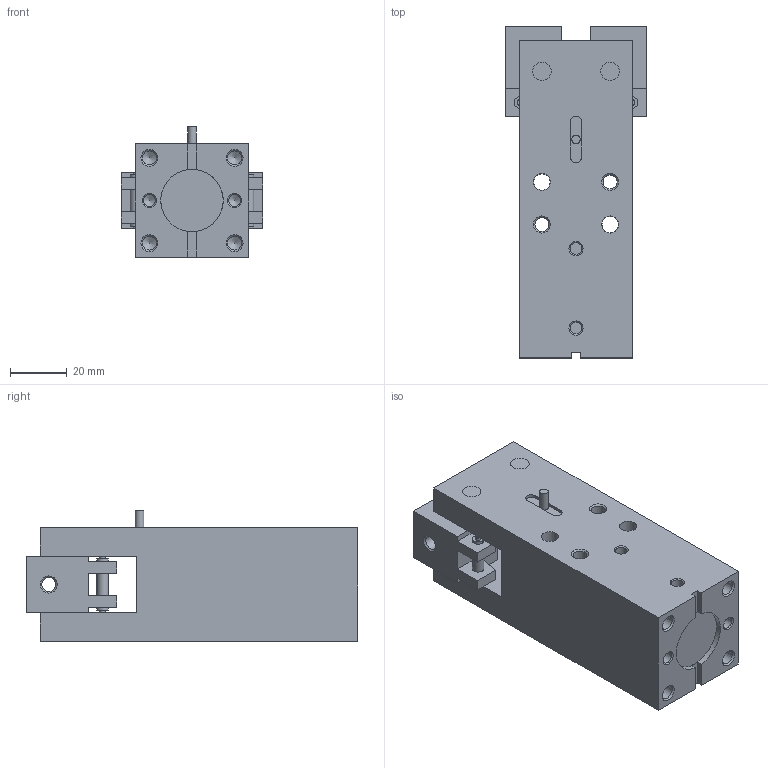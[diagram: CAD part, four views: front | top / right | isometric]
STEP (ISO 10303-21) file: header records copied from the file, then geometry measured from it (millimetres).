
FILE_DESCRIPTION((''),'2;1');
FILE_NAME('MSG-Z3.stp','2012-10-08T14:53:52',('hartung_david'),(''),'Autodesk Inventor 2012','Autodesk Inventor 2012','');
FILE_SCHEMA(('AUTOMOTIVE_DESIGN { 1 0 10303 214 1 1 1 1 }'));
Length unit declared in the file: millimetre
Products named in the file (4): MSG-Z3; MSG-Z3-010; MSG-Z3-020; MSG-Z3-030
Assembly tree (3 placements, depth 2):
  MSG-Z3
    MSG-Z3-010
    MSG-Z3-020
    MSG-Z3-030
Bounding box: 50 x 117 x 46.01 mm (x, y, z)
Volume: 163526.9 mm3; surface area: 35343.1 mm2
Topology: 3 solids, 3 shells, 140 faces, 312 edges, 200 vertices
Faces by surface type: plane 74, cylinder 42, cone 24
Full cylindrical faces by diameter (mm): 2 x4, 3 x1, 4 x6, 4.134 x6, 4.917 x8, 5.75 x2, 6 x4, 6.5 x6, 8 x2, 22 x1
Entity records: 3802 total; most frequent: DIRECTION 640, CARTESIAN_POINT 581, ORIENTED_EDGE 482, AXIS2_PLACEMENT_3D 252, EDGE_LOOP 250, EDGE_CURVE 241, VERTEX_POINT 193, STYLED_ITEM 143
